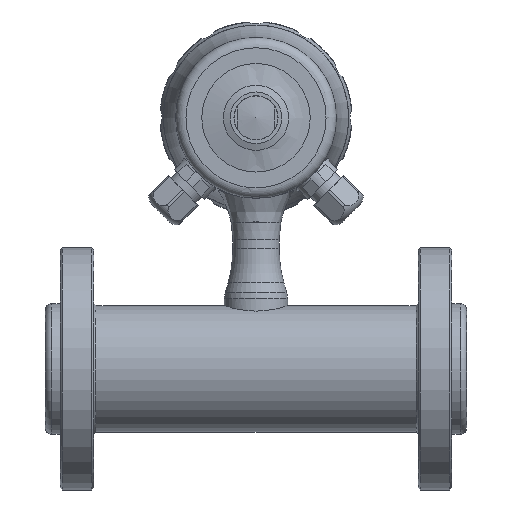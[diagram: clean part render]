
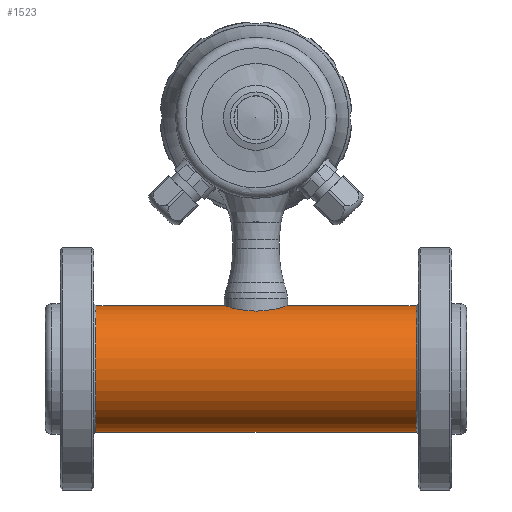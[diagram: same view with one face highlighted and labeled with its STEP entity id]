
A CAD part, left-side view. The second image highlights one B-rep face of the part: STEP entity #1523.
In plain terms, the highlighted cylindrical face has radius 30 mm (diameter 60 mm), a full revolution.
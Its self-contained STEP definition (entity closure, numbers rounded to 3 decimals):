
#1523 = ADVANCED_FACE( '', ( #3170, #3171, #3172 ), #3173, .T. );
#3170 = FACE_BOUND( '', #5550, .T. );
#3171 = FACE_OUTER_BOUND( '', #5551, .T. );
#3172 = FACE_OUTER_BOUND( '', #5552, .T. );
#3173 = CYLINDRICAL_SURFACE( '', #5553, 30. );
#5550 = EDGE_LOOP( '', ( #10063, #10064, #10065, #10066, #10067, #10068 ) );
#5551 = EDGE_LOOP( '', ( #10069 ) );
#5552 = EDGE_LOOP( '', ( #10070 ) );
#5553 = AXIS2_PLACEMENT_3D( '', #10071, #10072, #10073 );
#10063 = ORIENTED_EDGE( '', *, *, #11913, .F. );
#10064 = ORIENTED_EDGE( '', *, *, #11879, .F. );
#10065 = ORIENTED_EDGE( '', *, *, #11388, .F. );
#10066 = ORIENTED_EDGE( '', *, *, #11636, .F. );
#10067 = ORIENTED_EDGE( '', *, *, #10601, .F. );
#10068 = ORIENTED_EDGE( '', *, *, #11392, .F. );
#10069 = ORIENTED_EDGE( '', *, *, #11563, .T. );
#10070 = ORIENTED_EDGE( '', *, *, #12002, .T. );
#10071 = CARTESIAN_POINT( '', ( 0., -15., 0. ) );
#10072 = DIRECTION( '', ( 0., 1., 0. ) );
#10073 = DIRECTION( '', ( 0., 0., 1. ) );
#10601 = EDGE_CURVE( '', #12586, #12588, #12589, .T. );
#11388 = EDGE_CURVE( '', #13837, #13839, #13840, .T. );
#11392 = EDGE_CURVE( '', #13845, #12586, #13847, .T. );
#11563 = EDGE_CURVE( '', #14080, #14080, #14081, .T. );
#11636 = EDGE_CURVE( '', #12588, #13837, #14176, .F. );
#11879 = EDGE_CURVE( '', #13839, #14474, #14475, .T. );
#11913 = EDGE_CURVE( '', #14474, #13845, #14515, .F. );
#12002 = EDGE_CURVE( '', #14609, #14609, #14610, .T. );
#12586 = VERTEX_POINT( '', #15936 );
#12588 = VERTEX_POINT( '', #15949 );
#12589 = LINE( '', #15950, #15951 );
#13837 = VERTEX_POINT( '', #19475 );
#13839 = VERTEX_POINT( '', #19488 );
#13840 = B_SPLINE_CURVE_WITH_KNOTS( '', 3, ( #19489, #19490, #19491, #19492, #19493, #19494, #19495, #19496, #19497, #19498 ), .UNSPECIFIED., .F., .F., ( 4, 1, 1, 1, 1, 1, 1, 4 ), ( 0., 0.125, 0.249, 0.374, 0.498, 0.5, 0.75, 1. ), .UNSPECIFIED. );
#13845 = VERTEX_POINT( '', #19535 );
#13847 = B_SPLINE_CURVE_WITH_KNOTS( '', 3, ( #19548, #19549, #19550, #19551, #19552, #19553, #19554, #19555, #19556, #19557 ), .UNSPECIFIED., .F., .F., ( 4, 1, 1, 1, 1, 1, 1, 4 ), ( 0., 0.143, 0.286, 0.429, 0.571, 0.714, 0.857, 1. ), .UNSPECIFIED. );
#14080 = VERTEX_POINT( '', #20009 );
#14081 = CIRCLE( '', #20010, 30. );
#14176 = LINE( '', #20370, #20371 );
#14474 = VERTEX_POINT( '', #21147 );
#14475 = LINE( '', #21148, #21149 );
#14515 = LINE( '', #21239, #21240 );
#14609 = VERTEX_POINT( '', #21460 );
#14610 = CIRCLE( '', #21461, 30. );
#15936 = CARTESIAN_POINT( '', ( -1.225, 14.95, 29.975 ) );
#15949 = CARTESIAN_POINT( '', ( -1.225, 9.421, 29.975 ) );
#15950 = CARTESIAN_POINT( '', ( -1.225, 0.036, 29.975 ) );
#15951 = VECTOR( '', #21856, 1000. );
#19475 = CARTESIAN_POINT( '', ( -1.224, -14.95, 29.975 ) );
#19488 = CARTESIAN_POINT( '', ( 1.224, -14.95, 29.975 ) );
#19489 = CARTESIAN_POINT( '', ( -1.224, -14.95, 29.975 ) );
#19490 = CARTESIAN_POINT( '', ( -1.123, -14.958, 29.979 ) );
#19491 = CARTESIAN_POINT( '', ( -0.92, -14.973, 29.987 ) );
#19492 = CARTESIAN_POINT( '', ( -0.614, -14.988, 29.994 ) );
#19493 = CARTESIAN_POINT( '', ( -0.309, -14.998, 29.999 ) );
#19494 = CARTESIAN_POINT( '', ( -0.104, -15., 30. ) );
#19495 = CARTESIAN_POINT( '', ( 0.203, -15., 30. ) );
#19496 = CARTESIAN_POINT( '', ( 0.613, -14.993, 29.996 ) );
#19497 = CARTESIAN_POINT( '', ( 1.02, -14.964, 29.982 ) );
#19498 = CARTESIAN_POINT( '', ( 1.224, -14.95, 29.975 ) );
#19535 = CARTESIAN_POINT( '', ( 1.225, 14.95, 29.975 ) );
#19548 = CARTESIAN_POINT( '', ( 1.225, 14.95, 29.975 ) );
#19549 = CARTESIAN_POINT( '', ( 1.108, 14.959, 29.979 ) );
#19550 = CARTESIAN_POINT( '', ( 0.875, 14.976, 29.988 ) );
#19551 = CARTESIAN_POINT( '', ( 0.525, 14.992, 29.996 ) );
#19552 = CARTESIAN_POINT( '', ( 0.175, 15., 30. ) );
#19553 = CARTESIAN_POINT( '', ( -0.175, 15., 30. ) );
#19554 = CARTESIAN_POINT( '', ( -0.525, 14.992, 29.996 ) );
#19555 = CARTESIAN_POINT( '', ( -0.875, 14.976, 29.988 ) );
#19556 = CARTESIAN_POINT( '', ( -1.108, 14.959, 29.979 ) );
#19557 = CARTESIAN_POINT( '', ( -1.225, 14.95, 29.975 ) );
#20009 = CARTESIAN_POINT( '', ( 0., -76., -30. ) );
#20010 = AXIS2_PLACEMENT_3D( '', #22906, #22907, #22908 );
#20370 = CARTESIAN_POINT( '', ( -1.224, -15., 29.975 ) );
#20371 = VECTOR( '', #22977, 1000. );
#21147 = CARTESIAN_POINT( '', ( 1.225, 9.421, 29.975 ) );
#21148 = CARTESIAN_POINT( '', ( 1.224, -15., 29.975 ) );
#21149 = VECTOR( '', #23191, 1000. );
#21239 = CARTESIAN_POINT( '', ( 1.225, 0.036, 29.975 ) );
#21240 = VECTOR( '', #23211, 1000. );
#21460 = CARTESIAN_POINT( '', ( 0., 76., 30. ) );
#21461 = AXIS2_PLACEMENT_3D( '', #23259, #23260, #23261 );
#21856 = DIRECTION( '', ( 0., -1., 0. ) );
#22906 = CARTESIAN_POINT( '', ( 0., -76., 0. ) );
#22907 = DIRECTION( '', ( 0., 1., 0. ) );
#22908 = DIRECTION( '', ( 0., 0., -1. ) );
#22977 = DIRECTION( '', ( 0., 1., 0. ) );
#23191 = DIRECTION( '', ( 0., 1., 0. ) );
#23211 = DIRECTION( '', ( 0., -1., 0. ) );
#23259 = CARTESIAN_POINT( '', ( 0., 76., 0. ) );
#23260 = DIRECTION( '', ( 0., -1., 0. ) );
#23261 = DIRECTION( '', ( 0., 0., 1. ) );
